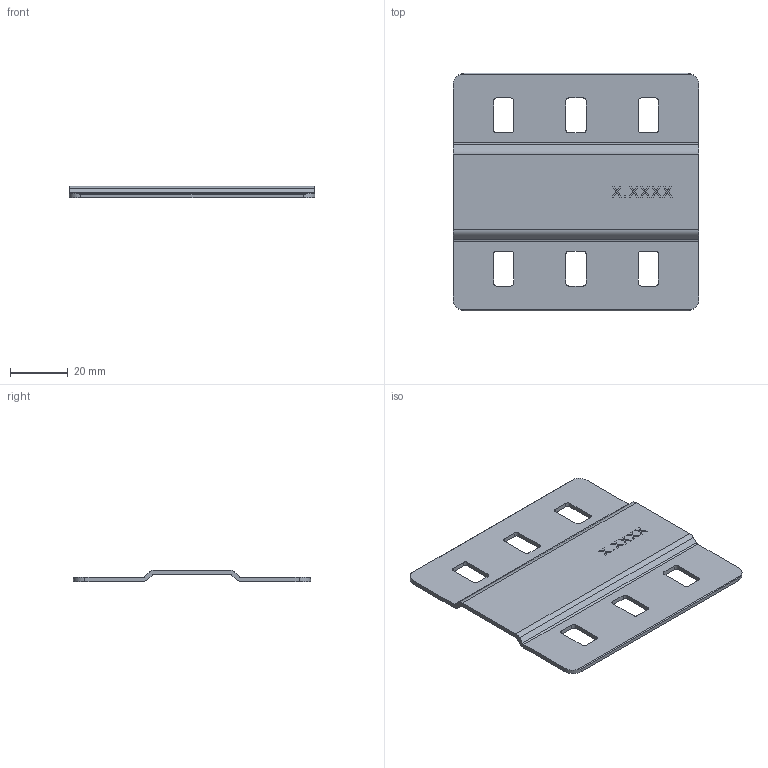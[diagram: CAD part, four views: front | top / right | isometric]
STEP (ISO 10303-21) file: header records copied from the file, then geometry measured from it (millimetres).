
FILE_DESCRIPTION((''),'2;1');
FILE_NAME('7070306','2013-11-22T',('AndreasKeweloh'),(''),'PRO/ENGINEER BY PARAMETRIC TECHNOLOGY CORPORATION, 2012360','PRO/ENGINEER BY PARAMETRIC TECHNOLOGY CORPORATION, 2012360','');
FILE_SCHEMA(('CONFIG_CONTROL_DESIGN'));
Length unit declared in the file: millimetre
Products named in the file (1): 7070306
Bounding box: 85 x 82 x 4 mm (x, y, z)
Volume: 9898.7 mm3; surface area: 14037 mm2
Topology: 1 solids, 1 shells, 174 faces, 482 edges, 316 vertices
Faces by surface type: plane 118, cylinder 41, extrusion 15
Entity records: 5849 total; most frequent: CARTESIAN_POINT 1327, ORIENTED_EDGE 964, DIRECTION 863, EDGE_CURVE 482, VECTOR 381, LINE 366, VERTEX_POINT 316, AXIS2_PLACEMENT_3D 241
